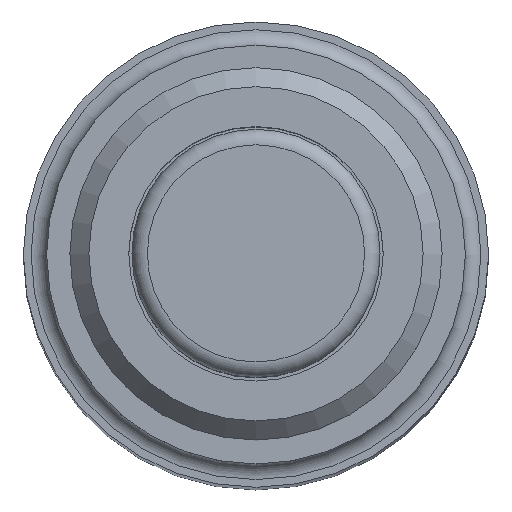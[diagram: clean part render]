
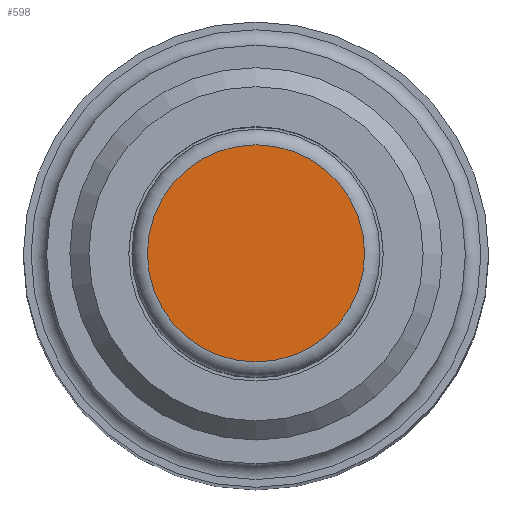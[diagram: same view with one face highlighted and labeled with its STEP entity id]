
A CAD part, top view. The second image highlights one B-rep face of the part: STEP entity #598.
In plain terms, the highlighted planar face has unit normal (0, 0, 1).
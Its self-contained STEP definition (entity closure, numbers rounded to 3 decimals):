
#61=CIRCLE('',#675,3.5);
#101=ORIENTED_EDGE('',*,*,#241,.F.);
#241=EDGE_CURVE('',#311,#311,#61,.T.);
#311=VERTEX_POINT('',#977);
#418=EDGE_LOOP('',(#101));
#496=FACE_BOUND('',#418,.T.);
#573=PLANE('',#674);
#598=ADVANCED_FACE('',(#496),#573,.F.);
#674=AXIS2_PLACEMENT_3D('',#975,#769,#770);
#675=AXIS2_PLACEMENT_3D('',#976,#771,#772);
#769=DIRECTION('',(0.,0.,-1.));
#770=DIRECTION('',(-1.,0.,0.));
#771=DIRECTION('',(0.,0.,-1.));
#772=DIRECTION('',(-1.,0.,0.));
#975=CARTESIAN_POINT('',(0.,0.,8.));
#976=CARTESIAN_POINT('',(0.,0.,8.));
#977=CARTESIAN_POINT('',(-3.5,0.,8.));
